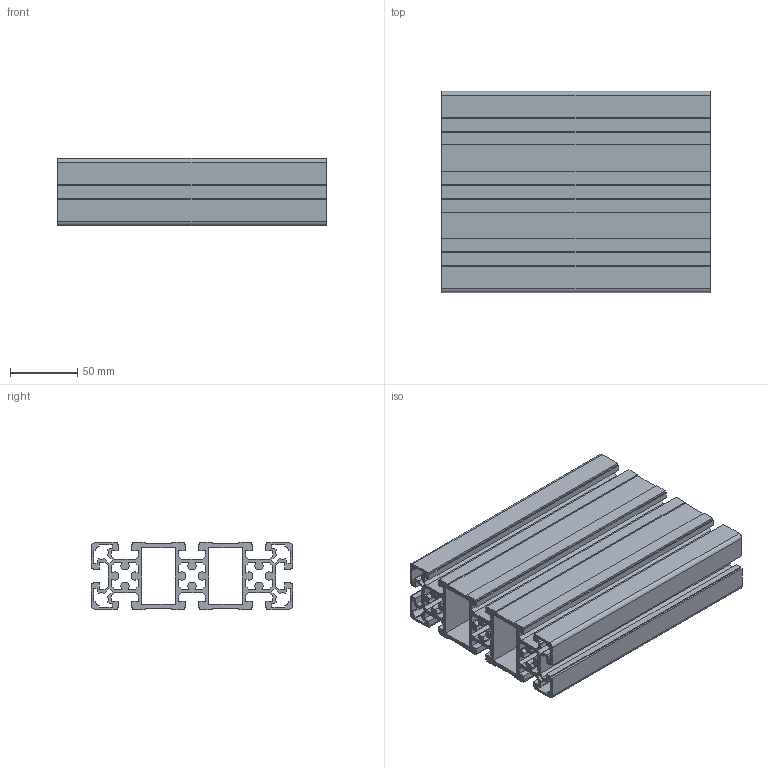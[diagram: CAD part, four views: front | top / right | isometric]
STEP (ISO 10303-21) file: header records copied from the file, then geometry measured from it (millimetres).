
FILE_DESCRIPTION (( 'STEP AP214' ), '1' );
FILE_NAME ('3_842_993_196_200-Bosch.step', '2020-07-03T06:39:37', ( '' ), ( '' ), 'SwSTEP 2.0', 'SolidWorks 2010', '' );
FILE_SCHEMA (( 'AUTOMOTIVE_DESIGN' ));
Length unit declared in the file: millimetre
Products named in the file (1): 3_842_993_196_200-Bosch
Bounding box: 200 x 150 x 50 mm (x, y, z)
Volume: 496955.5 mm3; surface area: 329472.8 mm2
Topology: 1 solids, 1 shells, 330 faces, 984 edges, 656 vertices
Faces by surface type: plane 302, cylinder 28
Entity records: 10974 total; most frequent: CARTESIAN_POINT 1971, ORIENTED_EDGE 1968, DIRECTION 1702, EDGE_CURVE 984, LINE 928, VECTOR 928, VERTEX_POINT 656, AXIS2_PLACEMENT_3D 387
